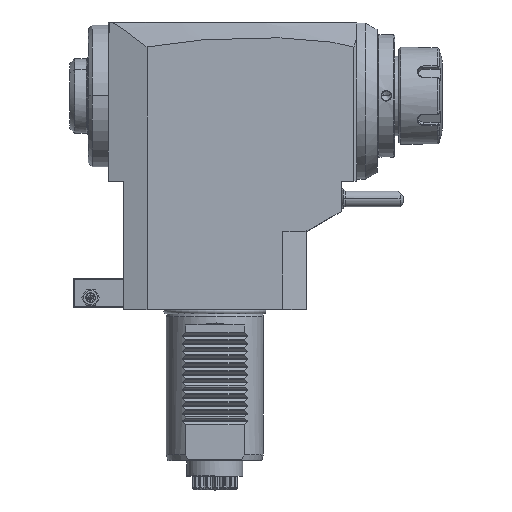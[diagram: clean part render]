
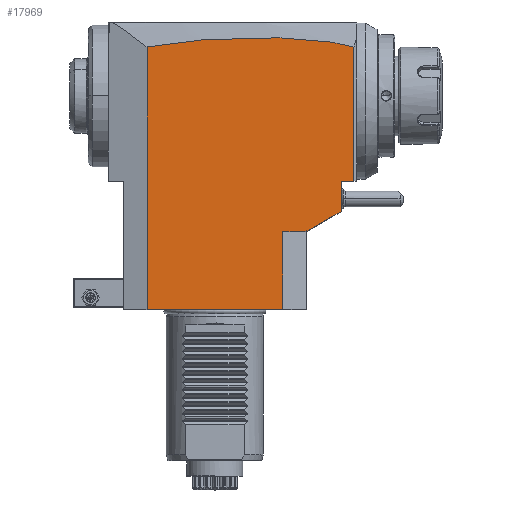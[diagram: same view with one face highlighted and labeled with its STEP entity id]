
A CAD part, top view. The second image highlights one B-rep face of the part: STEP entity #17969.
In plain terms, the highlighted planar face has unit normal (0, 0, 1).
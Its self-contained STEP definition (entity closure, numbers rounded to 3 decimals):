
#9=DIRECTION('',(-1.,0.,0.));
#10=VECTOR('',#9,70.);
#11=CARTESIAN_POINT('',(35.,0.,44.));
#12=LINE('',#11,#10);
#4058=DIRECTION('',(1.,0.,0.));
#4059=VECTOR('',#4058,11.);
#4060=CARTESIAN_POINT('',(35.,40.,44.));
#4061=LINE('',#4060,#4059);
#4074=DIRECTION('',(0.,1.,0.));
#4075=VECTOR('',#4074,40.);
#4076=CARTESIAN_POINT('',(35.,0.,44.));
#4077=LINE('',#4076,#4075);
#4106=DIRECTION('',(0.,-1.,0.));
#4107=VECTOR('',#4106,15.608);
#4108=CARTESIAN_POINT('',(65.,66.,44.));
#4109=LINE('',#4108,#4107);
#4110=DIRECTION('',(-0.866,-0.5,0.));
#4111=VECTOR('',#4110,20.785);
#4112=CARTESIAN_POINT('',(65.,50.392,44.));
#4113=LINE('',#4112,#4111);
#4114=DIRECTION('',(0.,1.,0.));
#4115=VECTOR('',#4114,0.577);
#4116=CARTESIAN_POINT('',(47.,40.,44.));
#4117=LINE('',#4116,#4115);
#4118=DIRECTION('',(0.866,0.5,0.));
#4119=VECTOR('',#4118,1.155);
#4120=CARTESIAN_POINT('',(46.,40.,44.));
#4121=LINE('',#4120,#4119);
#4122=DIRECTION('',(0.,1.,0.));
#4123=VECTOR('',#4122,135.17);
#4124=CARTESIAN_POINT('',(-35.,0.,44.));
#4125=LINE('',#4124,#4123);
#4126=CARTESIAN_POINT('',(71.5,135.054,44.));
#4127=CARTESIAN_POINT('',(71.147,135.178,44.));
#4128=CARTESIAN_POINT('',(70.415,135.42,44.));
#4129=CARTESIAN_POINT('',(69.23,135.772,44.));
#4130=CARTESIAN_POINT('',(67.991,136.104,44.));
#4131=CARTESIAN_POINT('',(66.72,136.413,44.));
#4132=CARTESIAN_POINT('',(65.44,136.698,44.));
#4133=CARTESIAN_POINT('',(64.088,136.974,44.));
#4134=CARTESIAN_POINT('',(62.606,137.252,44.));
#4135=CARTESIAN_POINT('',(60.931,137.539,44.));
#4136=CARTESIAN_POINT('',(59.016,137.835,44.));
#4137=CARTESIAN_POINT('',(56.852,138.135,44.));
#4138=CARTESIAN_POINT('',(54.427,138.434,44.));
#4139=CARTESIAN_POINT('',(51.708,138.727,44.));
#4140=CARTESIAN_POINT('',(48.636,139.011,44.));
#4141=CARTESIAN_POINT('',(45.16,139.281,44.));
#4142=CARTESIAN_POINT('',(41.193,139.529,44.));
#4143=CARTESIAN_POINT('',(36.681,139.741,44.));
#4144=CARTESIAN_POINT('',(31.719,139.897,44.));
#4145=CARTESIAN_POINT('',(26.42,139.981,44.));
#4146=CARTESIAN_POINT('',(20.976,139.986,44.));
#4147=CARTESIAN_POINT('',(15.459,139.91,44.));
#4148=CARTESIAN_POINT('',(9.915,139.755,44.));
#4149=CARTESIAN_POINT('',(4.328,139.52,44.));
#4150=CARTESIAN_POINT('',(-1.306,139.201,44.));
#4151=CARTESIAN_POINT('',(-6.672,138.816,44.));
#4152=CARTESIAN_POINT('',(-11.425,138.405,44.));
#4153=CARTESIAN_POINT('',(-15.699,137.979,44.));
#4154=CARTESIAN_POINT('',(-19.685,137.527,44.));
#4155=CARTESIAN_POINT('',(-23.579,137.031,44.));
#4156=CARTESIAN_POINT('',(-27.426,136.481,44.));
#4157=CARTESIAN_POINT('',(-31.229,135.869,44.));
#4158=CARTESIAN_POINT('',(-33.747,135.413,44.));
#4159=CARTESIAN_POINT('',(-35.,135.17,44.));
#4161=DIRECTION('',(0.,-1.,0.));
#4162=VECTOR('',#4161,69.054);
#4163=CARTESIAN_POINT('',(71.5,135.054,44.));
#4164=LINE('',#4163,#4162);
#4165=DIRECTION('',(1.,0.,0.));
#4166=VECTOR('',#4165,6.5);
#4167=CARTESIAN_POINT('',(65.,66.,44.));
#4168=LINE('',#4167,#4166);
#13284=VERTEX_POINT('',#4126);
#13285=VERTEX_POINT('',#4159);
#13297=CARTESIAN_POINT('',(71.5,66.,44.));
#13298=VERTEX_POINT('',#13297);
#13317=CARTESIAN_POINT('',(35.,40.,44.));
#13318=CARTESIAN_POINT('',(46.,40.,44.));
#13319=VERTEX_POINT('',#13317);
#13320=VERTEX_POINT('',#13318);
#13662=CARTESIAN_POINT('',(35.,0.,44.));
#13663=CARTESIAN_POINT('',(-35.,0.,44.));
#13664=VERTEX_POINT('',#13662);
#13665=VERTEX_POINT('',#13663);
#13680=CARTESIAN_POINT('',(65.,50.392,44.));
#13681=CARTESIAN_POINT('',(47.,40.,44.));
#13682=VERTEX_POINT('',#13680);
#13683=VERTEX_POINT('',#13681);
#13846=CARTESIAN_POINT('',(47.,40.577,44.));
#13848=VERTEX_POINT('',#13846);
#13910=CARTESIAN_POINT('',(65.,66.,44.));
#13911=VERTEX_POINT('',#13910);
#17947=CARTESIAN_POINT('',(-53.475,40.,44.));
#17948=DIRECTION('',(0.,0.,1.));
#17949=DIRECTION('',(1.,0.,0.));
#17950=AXIS2_PLACEMENT_3D('',#17947,#17948,#17949);
#17951=PLANE('',#17950);
#17953=ORIENTED_EDGE('',*,*,#17952,.F.);
#17955=ORIENTED_EDGE('',*,*,#17954,.T.);
#17956=ORIENTED_EDGE('',*,*,#17867,.T.);
#17958=ORIENTED_EDGE('',*,*,#17957,.T.);
#17960=ORIENTED_EDGE('',*,*,#17959,.F.);
#17961=ORIENTED_EDGE('',*,*,#17887,.F.);
#17962=ORIENTED_EDGE('',*,*,#17904,.F.);
#17963=ORIENTED_EDGE('',*,*,#13929,.T.);
#17964=ORIENTED_EDGE('',*,*,#14089,.T.);
#17965=ORIENTED_EDGE('',*,*,#14547,.F.);
#17966=ORIENTED_EDGE('',*,*,#14564,.T.);
#17967=EDGE_LOOP('',(#17953,#17955,#17956,#17958,#17960,#17961,#17962,#17963,
#17964,#17965,#17966));
#17968=FACE_OUTER_BOUND('',#17967,.F.);
#4160=B_SPLINE_CURVE_WITH_KNOTS('',3,(#4126,#4127,#4128,#4129,#4130,#4131,#4132,
#4133,#4134,#4135,#4136,#4137,#4138,#4139,#4140,#4141,#4142,#4143,#4144,#4145,
#4146,#4147,#4148,#4149,#4150,#4151,#4152,#4153,#4154,#4155,#4156,#4157,#4158,
#4159),.UNSPECIFIED.,.F.,.F.,(4,1,1,1,1,1,1,1,1,1,1,1,1,1,1,1,1,1,1,1,1,1,1,1,1,
1,1,1,1,1,1,4),(0.,0.032,0.065,0.097,
0.129,0.161,0.194,0.226,
0.258,0.29,0.323,0.355,
0.387,0.419,0.452,0.484,
0.516,0.548,0.581,0.613,
0.645,0.677,0.71,0.742,
0.774,0.806,0.839,0.871,
0.903,0.935,0.968,1.),.UNSPECIFIED.);
#13929=EDGE_CURVE('',#13664,#13665,#12,.T.);
#14089=EDGE_CURVE('',#13665,#13285,#4125,.T.);
#14547=EDGE_CURVE('',#13284,#13285,#4160,.T.);
#14564=EDGE_CURVE('',#13284,#13298,#4164,.T.);
#17867=EDGE_CURVE('',#13682,#13683,#4113,.T.);
#17887=EDGE_CURVE('',#13319,#13320,#4061,.T.);
#17904=EDGE_CURVE('',#13664,#13319,#4077,.T.);
#17952=EDGE_CURVE('',#13911,#13298,#4168,.T.);
#17954=EDGE_CURVE('',#13911,#13682,#4109,.T.);
#17957=EDGE_CURVE('',#13683,#13848,#4117,.T.);
#17959=EDGE_CURVE('',#13320,#13848,#4121,.T.);
#17969=ADVANCED_FACE('',(#17968),#17951,.T.);
